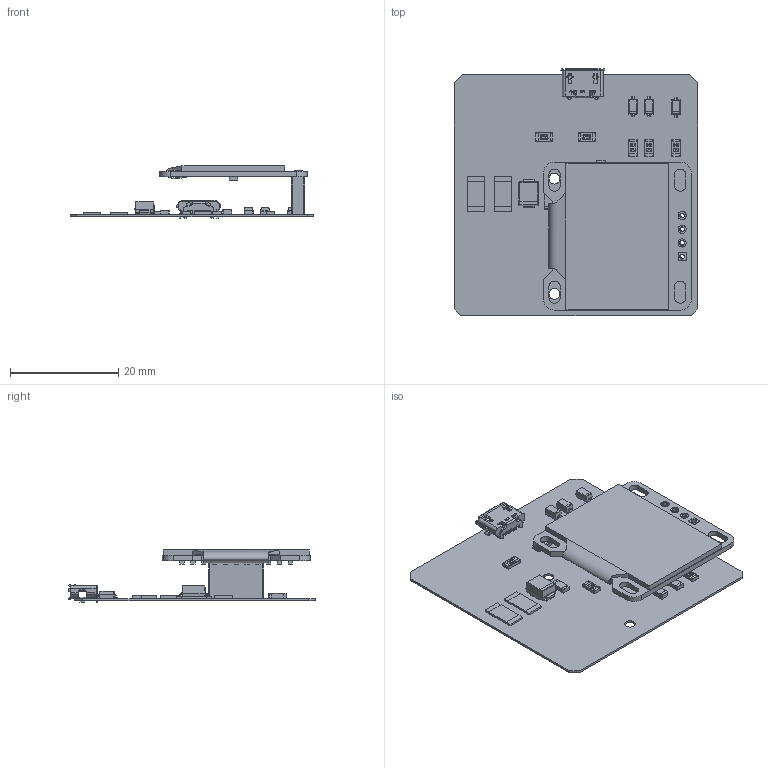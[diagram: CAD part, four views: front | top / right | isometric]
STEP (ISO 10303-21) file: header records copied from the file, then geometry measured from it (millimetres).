
FILE_DESCRIPTION(('Open CASCADE Model'),'2;1');
FILE_NAME('Open CASCADE Shape Model','2021-07-31T14:57:38',('Author'),( 'Open CASCADE'),'Open CASCADE STEP processor 6.8','Open CASCADE 6.8' ,'Unknown');
FILE_SCHEMA(('AUTOMOTIVE_DESIGN { 1 0 10303 214 1 1 1 1 }'));
Length unit declared in the file: millimetre
Products named in the file (35): PCB; Board; Open CASCADE STEP translator 6.8 3.1.1; J1; 1050170001; Open CASCADE STEP translator 6.8 3.2.1.1; Open CASCADE STEP translator 6.8 3.2.1.2; R11; 1206_resistor; R10; R9; R8; R7; R6; R5; R4; R2; 5507291808; Extruded; 5507289088; R1; P1; OLED_27x27_r2; D5; SOD-123; D4; D3; D1; SMB; C3; CAP_1206-0.8mm; C2; CAP_1206-1mm; C1
Assembly tree (48 placements, depth 4):
  PCB
    Board
      Open CASCADE STEP translator 6.8 3.1.1
    J1
      1050170001
        Open CASCADE STEP translator 6.8 3.2.1.1
        Open CASCADE STEP translator 6.8 3.2.1.2
    R11
      1206_resistor
    R10
      1206_resistor
    R9
      1206_resistor
    R8
      1206_resistor
    R7
      1206_resistor
    R6
      1206_resistor
    R5
      1206_resistor
    R4
      1206_resistor
    R2
      5507291808
        Extruded
      5507289088  x2
        Extruded
    R1
      5507291808
        Extruded
      5507289088  x2
        Extruded
    P1
      OLED_27x27_r2
    D5
      SOD-123
    D4
      SOD-123
    D3
      SOD-123
    D1
      SMB
    C3
      CAP_1206-0.8mm
    C2
      CAP_1206-1mm
    C1
      CAP_1206-0.8mm
Bounding box: 45 x 45.65 x 9.61 mm (x, y, z)
Volume: 2376.6 mm3; surface area: 6957.6 mm2
Topology: 32 solids, 32 shells, 1400 faces, 4111 edges, 2842 vertices
Faces by surface type: plane 980, cylinder 344, sphere 70, bspline 6
Full cylindrical faces by diameter (mm): 0.85 x2, 0.9 x4, 2 x2
Entity records: 31804 total; most frequent: CARTESIAN_POINT 5592, DIRECTION 4887, ORIENTED_EDGE 4886, EDGE_CURVE 2443, LINE 1905, VECTOR 1905, VERTEX_POINT 1576, AXIS2_PLACEMENT_3D 1491
